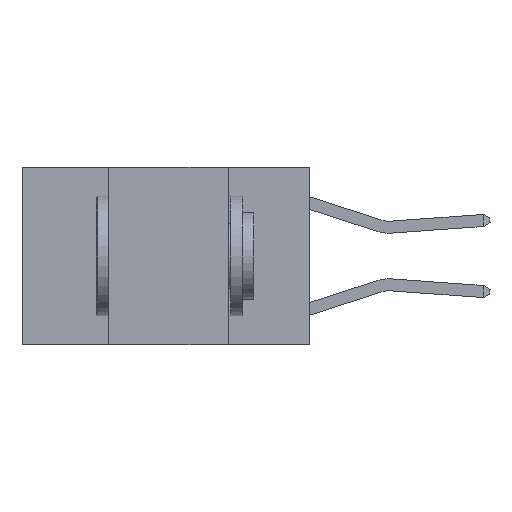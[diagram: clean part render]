
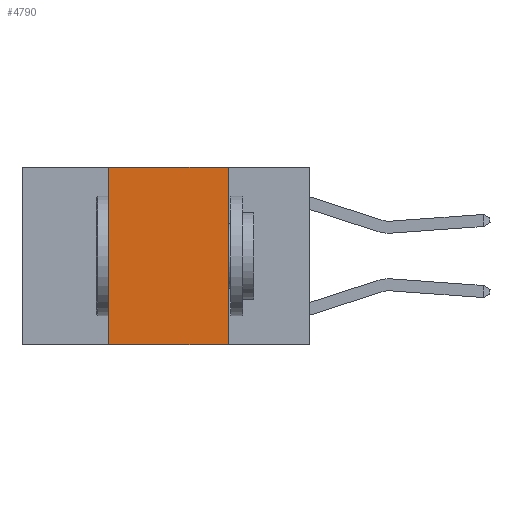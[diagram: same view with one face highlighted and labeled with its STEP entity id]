
A CAD part, left-side view. The second image highlights one B-rep face of the part: STEP entity #4790.
In plain terms, the highlighted planar face has unit normal (-1, 0, 0).
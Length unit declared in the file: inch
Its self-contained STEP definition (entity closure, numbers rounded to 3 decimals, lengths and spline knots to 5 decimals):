
#835 = CARTESIAN_POINT ( 'NONE',  ( 0., 0.42, 0. ) ) ;
#1191 = VECTOR ( 'NONE', #4230, 39.37008 ) ;
#1238 = VECTOR ( 'NONE', #9790, 39.37008 ) ;
#2019 = VERTEX_POINT ( 'NONE', #9105 ) ;
#2839 = CARTESIAN_POINT ( 'NONE',  ( 0., 0.17, 0. ) ) ;
#3064 = LINE ( 'NONE', #5190, #7337 ) ;
#3748 = VERTEX_POINT ( 'NONE', #2839 ) ;
#4048 = DIRECTION ( 'NONE',  ( 0., 0., -1. ) ) ;
#4230 = DIRECTION ( 'NONE',  ( 0., -1., 0. ) ) ;
#4790 = ADVANCED_FACE ( 'NONE', ( #5896 ), #5064, .F. ) ;
#5064 = PLANE ( 'NONE',  #14503 ) ;
#5190 = CARTESIAN_POINT ( 'NONE',  ( 0., 0.17, 0. ) ) ;
#5444 = LINE ( 'NONE', #11090, #1191 ) ;
#5896 = FACE_OUTER_BOUND ( 'NONE', #12741, .T. ) ;
#5970 = VECTOR ( 'NONE', #6362, 39.37008 ) ;
#6055 = ORIENTED_EDGE ( 'NONE', *, *, #9785, .F. ) ;
#6362 = DIRECTION ( 'NONE',  ( 0., -1., 0. ) ) ;
#7337 = VECTOR ( 'NONE', #4048, 39.37008 ) ;
#7817 = ORIENTED_EDGE ( 'NONE', *, *, #9057, .T. ) ;
#7927 = ORIENTED_EDGE ( 'NONE', *, *, #11165, .F. ) ;
#7993 = EDGE_CURVE ( 'NONE', #3748, #12165, #3064, .T. ) ;
#8125 = CARTESIAN_POINT ( 'NONE',  ( 0., 0.6, 0. ) ) ;
#8562 = VERTEX_POINT ( 'NONE', #835 ) ;
#9057 = EDGE_CURVE ( 'NONE', #2019, #12165, #5444, .T. ) ;
#9105 = CARTESIAN_POINT ( 'NONE',  ( 0., 0.42, -0.37 ) ) ;
#9651 = CARTESIAN_POINT ( 'NONE',  ( 0., 0.42, 0. ) ) ;
#9660 = ORIENTED_EDGE ( 'NONE', *, *, #7993, .F. ) ;
#9785 = EDGE_CURVE ( 'NONE', #8562, #3748, #12166, .T. ) ;
#9790 = DIRECTION ( 'NONE',  ( 0., 0., 1. ) ) ;
#10507 = DIRECTION ( 'NONE',  ( 0., 0., -1. ) ) ;
#10626 = LINE ( 'NONE', #9651, #1238 ) ;
#10644 = DIRECTION ( 'NONE',  ( 1., 0., 0. ) ) ;
#10844 = CARTESIAN_POINT ( 'NONE',  ( 0., 0.17, -0.37 ) ) ;
#11090 = CARTESIAN_POINT ( 'NONE',  ( 0., 0.6, -0.37 ) ) ;
#11165 = EDGE_CURVE ( 'NONE', #2019, #8562, #10626, .T. ) ;
#12016 = CARTESIAN_POINT ( 'NONE',  ( 0., 0.6, 0. ) ) ;
#12165 = VERTEX_POINT ( 'NONE', #10844 ) ;
#12166 = LINE ( 'NONE', #12016, #5970 ) ;
#12741 = EDGE_LOOP ( 'NONE', ( #9660, #6055, #7927, #7817 ) ) ;
#14503 = AXIS2_PLACEMENT_3D ( 'NONE', #8125, #10644, #10507 ) ;
